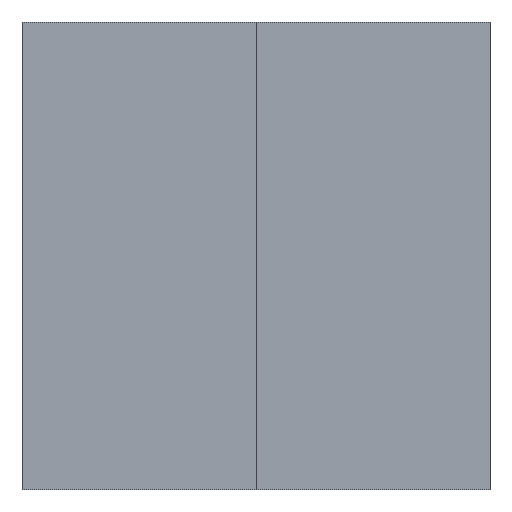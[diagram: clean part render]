
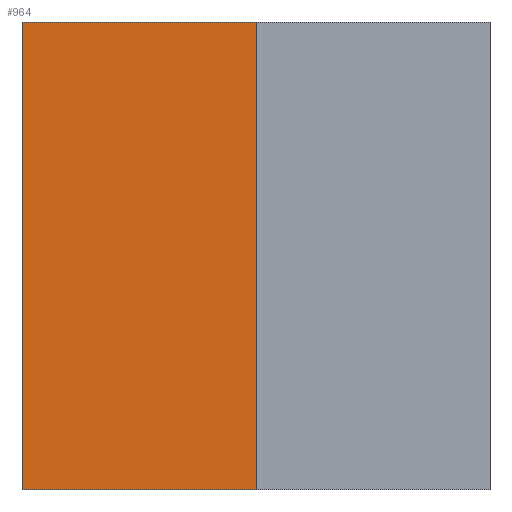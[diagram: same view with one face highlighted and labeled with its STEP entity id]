
A CAD part, front view. The second image highlights one B-rep face of the part: STEP entity #964.
In plain terms, the highlighted planar face has unit normal (0, -1, 0).
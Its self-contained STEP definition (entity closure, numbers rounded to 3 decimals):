
#3 = VECTOR ( 'NONE', #554, 1000. ) ;
#44 = ORIENTED_EDGE ( 'NONE', *, *, #314, .T. ) ;
#97 = PLANE ( 'NONE',  #175 ) ;
#112 = DIRECTION ( 'NONE',  ( 0., 0., 1. ) ) ;
#170 = DIRECTION ( 'NONE',  ( 0., 1., 0. ) ) ;
#172 = EDGE_CURVE ( 'NONE', #684, #422, #686, .T. ) ;
#175 = AXIS2_PLACEMENT_3D ( 'NONE', #654, #170, #667 ) ;
#194 = CARTESIAN_POINT ( 'NONE',  ( -34., -72.588, -6. ) ) ;
#213 = CARTESIAN_POINT ( 'NONE',  ( -34., -72.588, -6. ) ) ;
#240 = EDGE_LOOP ( 'NONE', ( #596, #516, #44, #439 ) ) ;
#250 = DIRECTION ( 'NONE',  ( 1., 0., 0. ) ) ;
#314 = EDGE_CURVE ( 'NONE', #724, #684, #780, .T. ) ;
#343 = CARTESIAN_POINT ( 'NONE',  ( -34., -72.588, -6. ) ) ;
#422 = VERTEX_POINT ( 'NONE', #468 ) ;
#439 = ORIENTED_EDGE ( 'NONE', *, *, #172, .T. ) ;
#443 = LINE ( 'NONE', #194, #1035 ) ;
#468 = CARTESIAN_POINT ( 'NONE',  ( -22., -72.588, 0. ) ) ;
#510 = FACE_OUTER_BOUND ( 'NONE', #240, .T. ) ;
#516 = ORIENTED_EDGE ( 'NONE', *, *, #1046, .F. ) ;
#523 = CARTESIAN_POINT ( 'NONE',  ( -22., -72.588, -6. ) ) ;
#543 = EDGE_CURVE ( 'NONE', #792, #422, #609, .T. ) ;
#554 = DIRECTION ( 'NONE',  ( 0., 0., 1. ) ) ;
#561 = VECTOR ( 'NONE', #250, 1000. ) ;
#596 = ORIENTED_EDGE ( 'NONE', *, *, #543, .F. ) ;
#609 = LINE ( 'NONE', #901, #671 ) ;
#638 = CARTESIAN_POINT ( 'NONE',  ( -34., -72.588, 0. ) ) ;
#654 = CARTESIAN_POINT ( 'NONE',  ( -34., -72.588, -6. ) ) ;
#667 = DIRECTION ( 'NONE',  ( 0., 0., -1. ) ) ;
#671 = VECTOR ( 'NONE', #972, 1000. ) ;
#684 = VERTEX_POINT ( 'NONE', #523 ) ;
#686 = LINE ( 'NONE', #872, #3 ) ;
#724 = VERTEX_POINT ( 'NONE', #213 ) ;
#780 = LINE ( 'NONE', #343, #561 ) ;
#792 = VERTEX_POINT ( 'NONE', #638 ) ;
#872 = CARTESIAN_POINT ( 'NONE',  ( -22., -72.588, -6. ) ) ;
#901 = CARTESIAN_POINT ( 'NONE',  ( -34., -72.588, 0. ) ) ;
#964 = ADVANCED_FACE ( 'NONE', ( #510 ), #97, .F. ) ;
#972 = DIRECTION ( 'NONE',  ( 1., 0., 0. ) ) ;
#1035 = VECTOR ( 'NONE', #112, 1000. ) ;
#1046 = EDGE_CURVE ( 'NONE', #724, #792, #443, .T. ) ;
